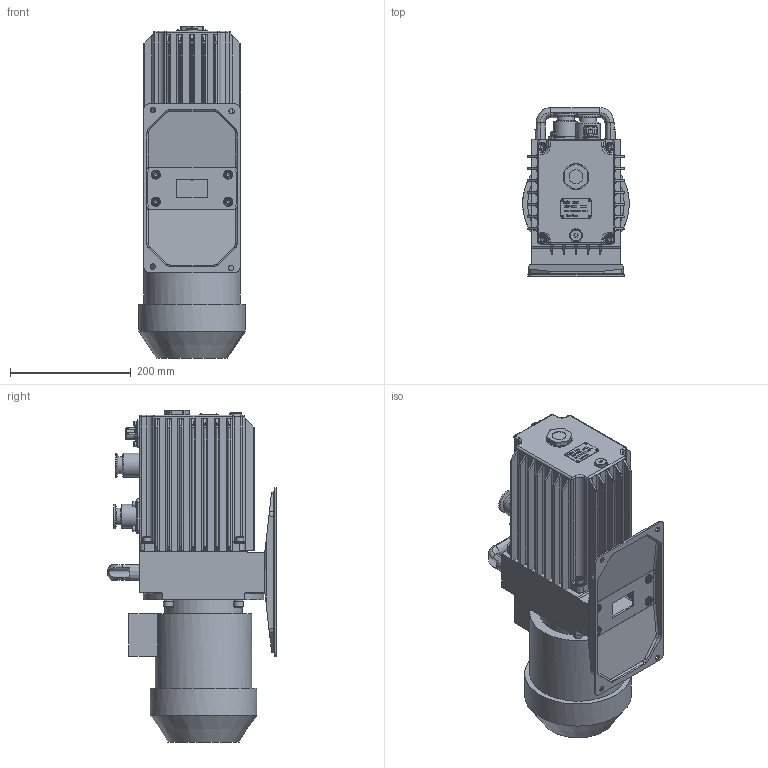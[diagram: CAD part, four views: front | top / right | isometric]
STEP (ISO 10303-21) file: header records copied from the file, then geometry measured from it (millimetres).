
FILE_DESCRIPTION(('STEP AP203'), '1');
FILE_NAME('5dm1', '2023-09-08T05:29:20', ('vacma'), (''), 'C3D Converter', 'C3D Toolkit', '');
FILE_SCHEMA(('CONFIG_CONTROL_DESIGN'));
Length unit declared in the file: millimetre
Bounding box: 177 x 279.99 x 550.5 mm (x, y, z)
Surface area: 870780.8 mm2 (no closed solid volume)
Topology: 0 solids, 1 shells, 2641 faces, 6756 edges, 4305 vertices
Faces by surface type: plane 1118, extrusion 653, cylinder 557, torus 103, cone 100, sphere 63, bspline 43, revolution 4
Full cylindrical faces by diameter (mm): 2 x3, 4 x7, 5 x8, 5.277 x2, 5.5 x6, 6 x11, 6.25 x2, 6.4 x2, 6.8 x6, 7.4 x1, 8 x8, 8.5 x10, 9 x14, 10 x16, 11 x2, 11.5 x2, 12 x5, 13 x4, 13.8 x1, 14 x1, 14.376 x1, 15 x9, 16 x5, 17 x1, 19 x3, 21.6 x2, 22 x1, 23 x3, 24 x1, 24.1 x1
Entity records: 105614 total; most frequent: CARTESIAN_POINT 46598, ORIENTED_EDGE 12910, DIRECTION 10041, EDGE_CURVE 6459, VERTEX_POINT 4278, VECTOR 3595, AXIS2_PLACEMENT_3D 3221, EDGE_LOOP 3149
